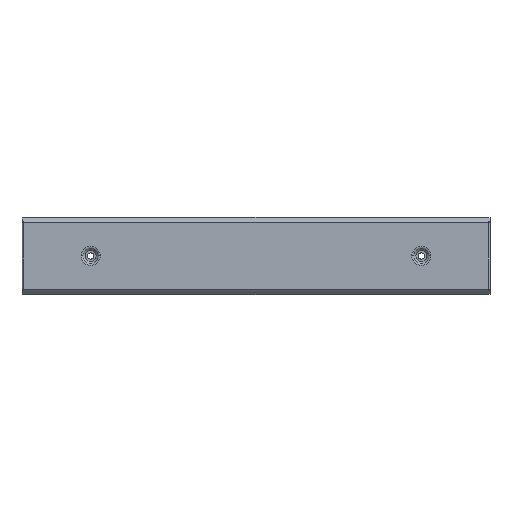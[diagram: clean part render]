
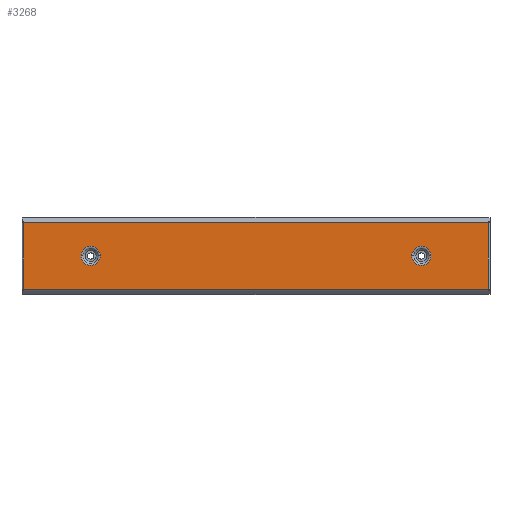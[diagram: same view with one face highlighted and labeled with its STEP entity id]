
A CAD part, top view. The second image highlights one B-rep face of the part: STEP entity #3268.
In plain terms, the highlighted planar face has unit normal (0, 0, 1).
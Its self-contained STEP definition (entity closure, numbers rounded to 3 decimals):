
#90 = CIRCLE ( 'NONE', #4308, 12.175 ) ;
#134 = VERTEX_POINT ( 'NONE', #179 ) ;
#135 = EDGE_LOOP ( 'NONE', ( #3408, #1115 ) ) ;
#179 = CARTESIAN_POINT ( 'NONE',  ( 295.1, -42.309, 0. ) ) ;
#203 = EDGE_CURVE ( 'NONE', #2964, #2042, #4687, .T. ) ;
#316 = CARTESIAN_POINT ( 'NONE',  ( -295.1, 42.309, 0. ) ) ;
#337 = VECTOR ( 'NONE', #4553, 1000. ) ;
#522 = PLANE ( 'NONE',  #4600 ) ;
#572 = LINE ( 'NONE', #597, #3027 ) ;
#597 = CARTESIAN_POINT ( 'NONE',  ( -295.1, -42.309, 0. ) ) ;
#755 = ORIENTED_EDGE ( 'NONE', *, *, #4352, .F. ) ;
#846 = DIRECTION ( 'NONE',  ( 1., 0., 0. ) ) ;
#887 = AXIS2_PLACEMENT_3D ( 'NONE', #3544, #1934, #4290 ) ;
#900 = CARTESIAN_POINT ( 'NONE',  ( -295.1, -42.309, 0. ) ) ;
#960 = CIRCLE ( 'NONE', #887, 12.175 ) ;
#973 = ORIENTED_EDGE ( 'NONE', *, *, #1555, .T. ) ;
#1102 = VERTEX_POINT ( 'NONE', #3813 ) ;
#1115 = ORIENTED_EDGE ( 'NONE', *, *, #1609, .T. ) ;
#1232 = CARTESIAN_POINT ( 'NONE',  ( -210.25, 0., 0. ) ) ;
#1250 = FACE_OUTER_BOUND ( 'NONE', #2655, .T. ) ;
#1271 = LINE ( 'NONE', #3561, #4332 ) ;
#1467 = CARTESIAN_POINT ( 'NONE',  ( 210.25, 0., 0. ) ) ;
#1555 = EDGE_CURVE ( 'NONE', #134, #4443, #4155, .T. ) ;
#1573 = VECTOR ( 'NONE', #3522, 1000. ) ;
#1609 = EDGE_CURVE ( 'NONE', #2042, #2964, #960, .T. ) ;
#1661 = EDGE_CURVE ( 'NONE', #1975, #4780, #572, .T. ) ;
#1714 = DIRECTION ( 'NONE',  ( 1., 0., 0. ) ) ;
#1723 = ORIENTED_EDGE ( 'NONE', *, *, #1661, .F. ) ;
#1801 = ORIENTED_EDGE ( 'NONE', *, *, #3501, .T. ) ;
#1886 = CARTESIAN_POINT ( 'NONE',  ( -198.075, 0., 0. ) ) ;
#1934 = DIRECTION ( 'NONE',  ( 0., 0., -1. ) ) ;
#1975 = VERTEX_POINT ( 'NONE', #900 ) ;
#2042 = VERTEX_POINT ( 'NONE', #2546 ) ;
#2085 = DIRECTION ( 'NONE',  ( -1., 0., 0. ) ) ;
#2280 = EDGE_CURVE ( 'NONE', #4780, #4443, #1271, .T. ) ;
#2380 = FACE_BOUND ( 'NONE', #4809, .T. ) ;
#2455 = CARTESIAN_POINT ( 'NONE',  ( 210.25, 0., 0. ) ) ;
#2546 = CARTESIAN_POINT ( 'NONE',  ( -222.425, 0., 0. ) ) ;
#2655 = EDGE_LOOP ( 'NONE', ( #1801, #973, #3897, #1723 ) ) ;
#2722 = DIRECTION ( 'NONE',  ( 0., 0., -1. ) ) ;
#2744 = FACE_BOUND ( 'NONE', #135, .T. ) ;
#2769 = CARTESIAN_POINT ( 'NONE',  ( 0., 43.303, 0. ) ) ;
#2862 = AXIS2_PLACEMENT_3D ( 'NONE', #1467, #3278, #4799 ) ;
#2964 = VERTEX_POINT ( 'NONE', #1886 ) ;
#3027 = VECTOR ( 'NONE', #3922, 1000. ) ;
#3087 = CIRCLE ( 'NONE', #2862, 12.175 ) ;
#3088 = DIRECTION ( 'NONE',  ( 0., 1., 0. ) ) ;
#3268 = ADVANCED_FACE ( 'NONE', ( #2380, #1250, #2744 ), #522, .T. ) ;
#3278 = DIRECTION ( 'NONE',  ( 0., 0., 1. ) ) ;
#3393 = CARTESIAN_POINT ( 'NONE',  ( 198.075, 0., 0. ) ) ;
#3408 = ORIENTED_EDGE ( 'NONE', *, *, #203, .T. ) ;
#3501 = EDGE_CURVE ( 'NONE', #1975, #134, #4294, .T. ) ;
#3522 = DIRECTION ( 'NONE',  ( 1., 0., 0. ) ) ;
#3544 = CARTESIAN_POINT ( 'NONE',  ( -210.25, 0., 0. ) ) ;
#3553 = CARTESIAN_POINT ( 'NONE',  ( 0., -42.309, 0. ) ) ;
#3561 = CARTESIAN_POINT ( 'NONE',  ( 0., 42.309, 0. ) ) ;
#3702 = CARTESIAN_POINT ( 'NONE',  ( 295.1, 42.309, 0. ) ) ;
#3718 = VERTEX_POINT ( 'NONE', #3393 ) ;
#3813 = CARTESIAN_POINT ( 'NONE',  ( 222.425, 0., 0. ) ) ;
#3897 = ORIENTED_EDGE ( 'NONE', *, *, #2280, .F. ) ;
#3922 = DIRECTION ( 'NONE',  ( 0., 1., 0. ) ) ;
#4010 = DIRECTION ( 'NONE',  ( 0., 0., 1. ) ) ;
#4028 = EDGE_CURVE ( 'NONE', #1102, #3718, #90, .T. ) ;
#4155 = LINE ( 'NONE', #4576, #337 ) ;
#4290 = DIRECTION ( 'NONE',  ( 1., 0., 0. ) ) ;
#4294 = LINE ( 'NONE', #3553, #1573 ) ;
#4306 = DIRECTION ( 'NONE',  ( 0., 0., 1. ) ) ;
#4308 = AXIS2_PLACEMENT_3D ( 'NONE', #2455, #4010, #2085 ) ;
#4332 = VECTOR ( 'NONE', #1714, 1000. ) ;
#4352 = EDGE_CURVE ( 'NONE', #3718, #1102, #3087, .T. ) ;
#4443 = VERTEX_POINT ( 'NONE', #3702 ) ;
#4553 = DIRECTION ( 'NONE',  ( 0., 1., 0. ) ) ;
#4576 = CARTESIAN_POINT ( 'NONE',  ( 295.1, -42.309, 0. ) ) ;
#4600 = AXIS2_PLACEMENT_3D ( 'NONE', #2769, #4306, #3088 ) ;
#4687 = CIRCLE ( 'NONE', #4768, 12.175 ) ;
#4768 = AXIS2_PLACEMENT_3D ( 'NONE', #1232, #2722, #846 ) ;
#4780 = VERTEX_POINT ( 'NONE', #316 ) ;
#4799 = DIRECTION ( 'NONE',  ( -1., 0., 0. ) ) ;
#4809 = EDGE_LOOP ( 'NONE', ( #755, #4889 ) ) ;
#4889 = ORIENTED_EDGE ( 'NONE', *, *, #4028, .F. ) ;
